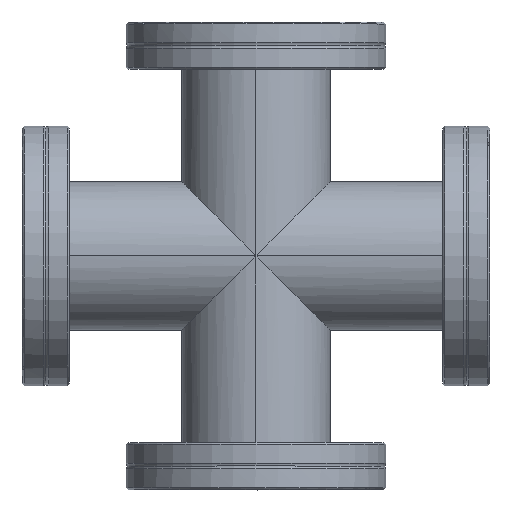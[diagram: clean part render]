
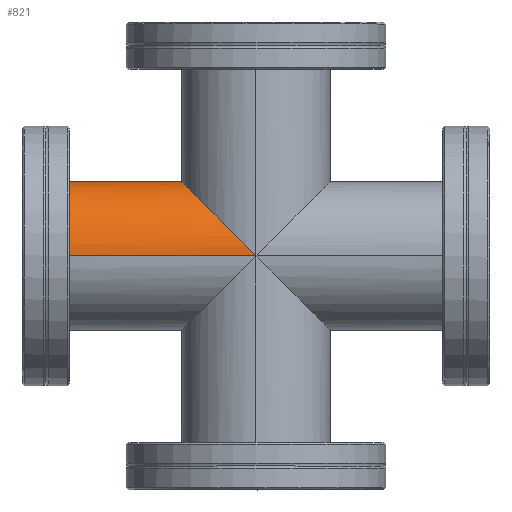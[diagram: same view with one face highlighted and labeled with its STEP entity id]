
A CAD part, top view. The second image highlights one B-rep face of the part: STEP entity #821.
In plain terms, the highlighted cylindrical face has radius 20 mm (diameter 40 mm), a partial arc.
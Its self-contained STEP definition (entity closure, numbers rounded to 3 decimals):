
#198 = CARTESIAN_POINT ( 'NONE',  ( -58.2, 0., 0. ) ) ;
#290 = LINE ( 'NONE', #771, #2347 ) ;
#556 = DIRECTION ( 'NONE',  ( 1., 0., 0. ) ) ;
#593 = CARTESIAN_POINT ( 'NONE',  ( -58.2, 0., -20. ) ) ;
#653 = CARTESIAN_POINT ( 'NONE',  ( -40., 40., 20. ) ) ;
#771 = CARTESIAN_POINT ( 'NONE',  ( -65., 0., 20. ) ) ;
#821 = ADVANCED_FACE ( 'NONE', ( #3452 ), #3297, .T. ) ;
#959 = DIRECTION ( 'NONE',  ( 0., 0., 1. ) ) ;
#1040 =( BOUNDED_CURVE ( )  B_SPLINE_CURVE ( 3, ( #3703, #2931, #653, #5794 ),
 .UNSPECIFIED., .F., .F. ) 
 B_SPLINE_CURVE_WITH_KNOTS ( ( 4, 4 ),
 ( 1.571, 4.712 ),
 .UNSPECIFIED. ) 
 CURVE ( )  GEOMETRIC_REPRESENTATION_ITEM ( )  RATIONAL_B_SPLINE_CURVE ( ( 1., 0.333, 0.333, 1. ) ) 
 REPRESENTATION_ITEM ( '' )  );
#1402 = AXIS2_PLACEMENT_3D ( 'NONE', #198, #5345, #959 ) ;
#1963 = CARTESIAN_POINT ( 'NONE',  ( 0., 0., 20. ) ) ;
#2337 = VECTOR ( 'NONE', #556, 1000. ) ;
#2347 = VECTOR ( 'NONE', #6624, 1000. ) ;
#2872 = CARTESIAN_POINT ( 'NONE',  ( -65., 0., -20. ) ) ;
#2931 = CARTESIAN_POINT ( 'NONE',  ( -40., 40., -20. ) ) ;
#2968 = CARTESIAN_POINT ( 'NONE',  ( 0., 0., -20. ) ) ;
#3297 = CYLINDRICAL_SURFACE ( 'NONE', #5992, 20. ) ;
#3334 = DIRECTION ( 'NONE',  ( 0., 0., -1. ) ) ;
#3402 = DIRECTION ( 'NONE',  ( 1., 0., 0. ) ) ;
#3412 = CARTESIAN_POINT ( 'NONE',  ( -65., 0., 0. ) ) ;
#3452 = FACE_OUTER_BOUND ( 'NONE', #7420, .T. ) ;
#3703 = CARTESIAN_POINT ( 'NONE',  ( 0., 0., -20. ) ) ;
#3768 = EDGE_CURVE ( 'NONE', #5632, #7645, #5237, .T. ) ;
#4581 = ORIENTED_EDGE ( 'NONE', *, *, #8617, .F. ) ;
#4935 = ORIENTED_EDGE ( 'NONE', *, *, #8422, .T. ) ;
#5223 = ORIENTED_EDGE ( 'NONE', *, *, #8591, .F. ) ;
#5237 = CIRCLE ( 'NONE', #1402, 20. ) ;
#5345 = DIRECTION ( 'NONE',  ( 1., 0., 0. ) ) ;
#5632 = VERTEX_POINT ( 'NONE', #593 ) ;
#5747 = VERTEX_POINT ( 'NONE', #1963 ) ;
#5794 = CARTESIAN_POINT ( 'NONE',  ( 0., 0., 20. ) ) ;
#5992 = AXIS2_PLACEMENT_3D ( 'NONE', #3412, #3402, #3334 ) ;
#6135 = LINE ( 'NONE', #2872, #2337 ) ;
#6624 = DIRECTION ( 'NONE',  ( 1., 0., 0. ) ) ;
#7420 = EDGE_LOOP ( 'NONE', ( #8354, #4935, #4581, #5223 ) ) ;
#7645 = VERTEX_POINT ( 'NONE', #7655 ) ;
#7655 = CARTESIAN_POINT ( 'NONE',  ( -58.2, 0., 20. ) ) ;
#8354 = ORIENTED_EDGE ( 'NONE', *, *, #3768, .T. ) ;
#8422 = EDGE_CURVE ( 'NONE', #7645, #5747, #290, .T. ) ;
#8591 = EDGE_CURVE ( 'NONE', #5632, #8930, #6135, .T. ) ;
#8617 = EDGE_CURVE ( 'NONE', #8930, #5747, #1040, .T. ) ;
#8930 = VERTEX_POINT ( 'NONE', #2968 ) ;
